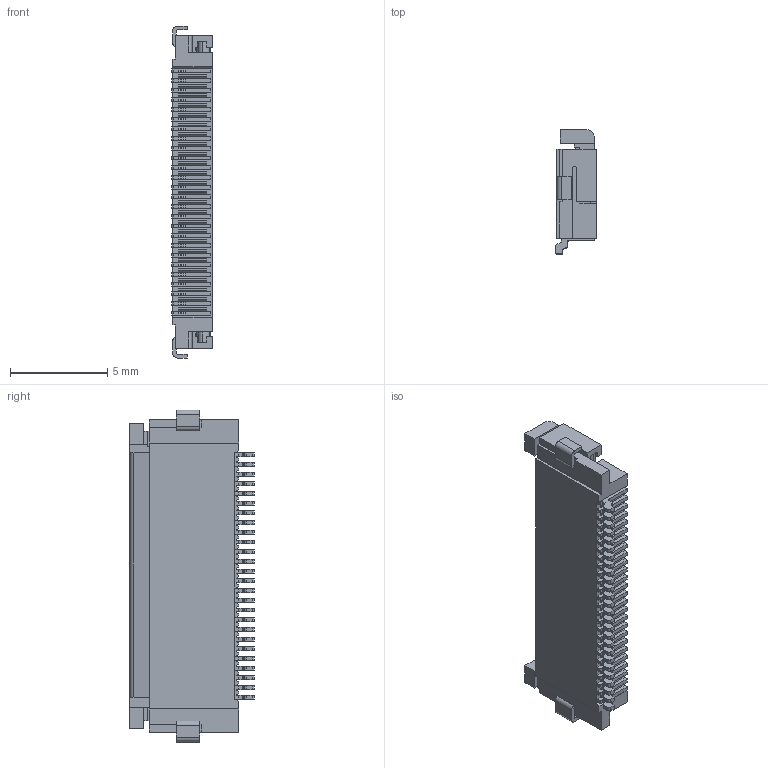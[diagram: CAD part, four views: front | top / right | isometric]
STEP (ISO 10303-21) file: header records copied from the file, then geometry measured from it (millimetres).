
FILE_DESCRIPTION(('OneSpaceDesigner STEP Export'),'2;1');
FILE_NAME('FH12-26S-0.5SH.stp','2007-03-15T19:48:09',(''),(''),'OneSpace Designer STEP processor (Jan. 2003) for AP214(CD)(Solid Model)','OneSpace Designer 12.00 10-Sep-2003 (C) CoCreate Software GmbH','');
FILE_SCHEMA(('AUTOMOTIVE_DESIGN_CC2 {1 2 10303 214 -1 1 5 1}'));
Length unit declared in the file: millimetre
Products named in the file (2): FH12-26S-0.5SH_Èª
Assembly tree (1 placements, depth 2):
  FH12-26S-0.5SH_Èª
    FH12-26S-0.5SH_Èª
Bounding box: 2.1 x 6.4 x 17.1 mm (x, y, z)
Volume: 131.8 mm3; surface area: 458.2 mm2
Topology: 1 solids, 1 shells, 978 faces, 2828 edges, 1846 vertices
Faces by surface type: plane 804, cylinder 174
Entity records: 30946 total; most frequent: ORIENTED_EDGE 5656, CARTESIAN_POINT 5483, DIRECTION 4882, EDGE_CURVE 2828, VECTOR 2392, LINE 2392, VERTEX_POINT 1846, AXIS2_PLACEMENT_3D 1245
